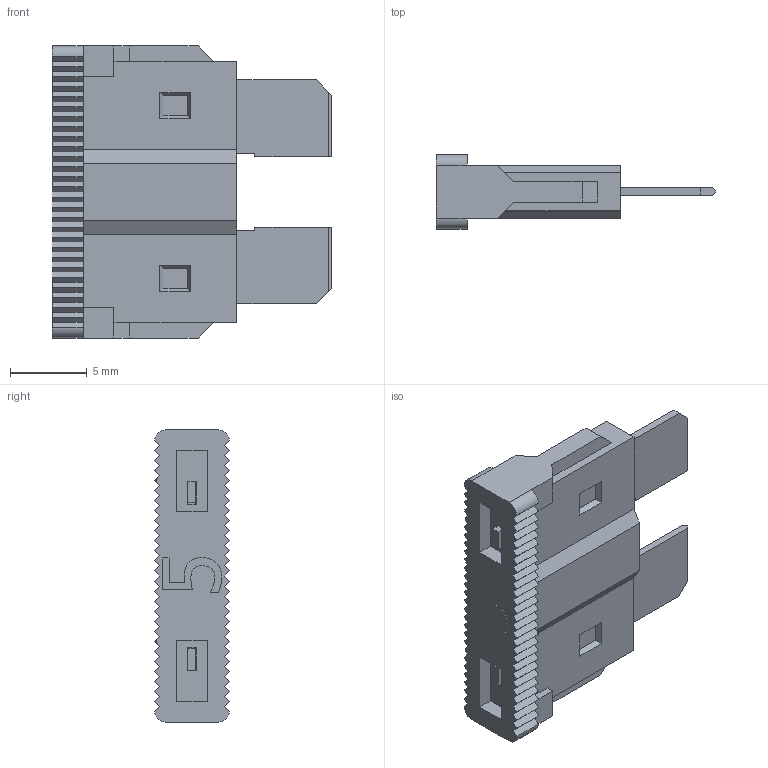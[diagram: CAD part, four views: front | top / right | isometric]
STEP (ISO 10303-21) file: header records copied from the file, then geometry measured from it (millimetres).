
FILE_DESCRIPTION(/* description */ ('BLADE FUSE AUTO 5A 32VDC ATO-ATC DIGIKEY PART# F4197-ND'),/* implementation_level */ '2;1');
FILE_NAME(/* name */ 'BLADE FUSE AUTO 5A 32VDC ATO-ATC.stp',/* time_stamp */ '2018-10-18T09:19:02-04:00',/* author */ ('sga'),/* organization */ (''),/* preprocessor_version */ 'ST-DEVELOPER v16.5',/* originating_system */ 'Autodesk Inventor 2017',/* authorisation */ '');
FILE_SCHEMA (('AUTOMOTIVE_DESIGN { 1 0 10303 214 3 1 1 }'));
Length unit declared in the file: millimetre
Products named in the file (3): BLADE FUSE AUTO 5A 32VDC ATO-ATC; Fuse; Fuse2
Assembly tree (2 placements, depth 2):
  BLADE FUSE AUTO 5A 32VDC ATO-ATC
    Fuse
    Fuse2
Bounding box: 18.2 x 4.85 x 19.05 mm (x, y, z)
Volume: 493.9 mm3; surface area: 1522.6 mm2
Topology: 2 solids, 2 shells, 316 faces, 883 edges, 584 vertices
Faces by surface type: plane 292, bspline 13, cylinder 11
Full cylindrical faces by diameter (mm): 1.5 x1
Entity records: 10182 total; most frequent: CARTESIAN_POINT 1993, ORIENTED_EDGE 1764, DIRECTION 1494, EDGE_CURVE 882, LINE 834, VECTOR 834, VERTEX_POINT 584, EDGE_LOOP 338
